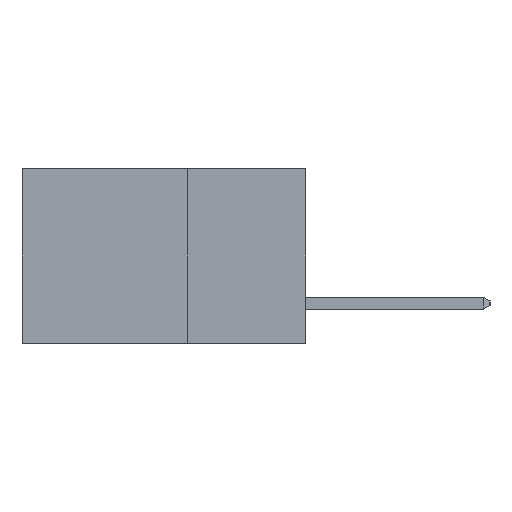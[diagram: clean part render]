
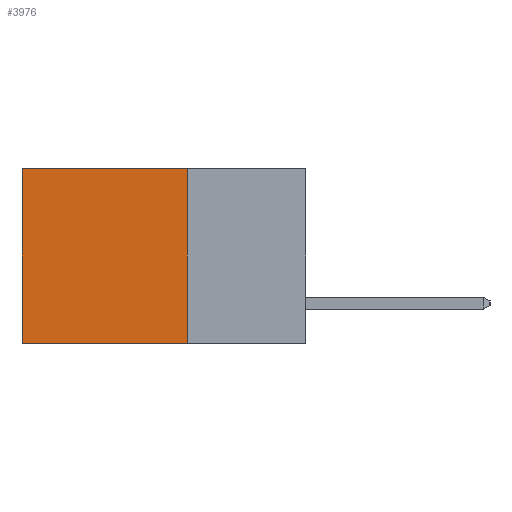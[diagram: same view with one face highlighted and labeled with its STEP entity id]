
A CAD part, left-side view. The second image highlights one B-rep face of the part: STEP entity #3976.
In plain terms, the highlighted planar face has unit normal (-1, 0, 0).
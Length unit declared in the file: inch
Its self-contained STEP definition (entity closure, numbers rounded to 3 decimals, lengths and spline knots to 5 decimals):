
#19 = ORIENTED_EDGE ( 'NONE', *, *, #24157, .F. ) ;
#953 = DIRECTION ( 'NONE',  ( 0., 0., -1. ) ) ;
#1277 = VERTEX_POINT ( 'NONE', #13085 ) ;
#1712 = EDGE_LOOP ( 'NONE', ( #5901, #19, #6725, #18771 ) ) ;
#2144 = DIRECTION ( 'NONE',  ( 0., 1., 0. ) ) ;
#2568 = DIRECTION ( 'NONE',  ( 0., 1., 0. ) ) ;
#2742 = DIRECTION ( 'NONE',  ( 1., 0., 0. ) ) ;
#3482 = VERTEX_POINT ( 'NONE', #5496 ) ;
#3976 = ADVANCED_FACE ( 'NONE', ( #17844 ), #11046, .F. ) ;
#4821 = LINE ( 'NONE', #25854, #9756 ) ;
#5496 = CARTESIAN_POINT ( 'NONE',  ( 0.298, 0.25, 0. ) ) ;
#5901 = ORIENTED_EDGE ( 'NONE', *, *, #8906, .T. ) ;
#5930 = VECTOR ( 'NONE', #2568, 39.37008 ) ;
#6725 = ORIENTED_EDGE ( 'NONE', *, *, #17825, .F. ) ;
#8906 = EDGE_CURVE ( 'NONE', #25161, #1277, #4821, .T. ) ;
#9756 = VECTOR ( 'NONE', #953, 39.37008 ) ;
#10217 = CARTESIAN_POINT ( 'NONE',  ( 0.298, 0.6, 0. ) ) ;
#11046 = PLANE ( 'NONE',  #12441 ) ;
#12318 = CARTESIAN_POINT ( 'NONE',  ( 0.298, 0.25, -0.37 ) ) ;
#12441 = AXIS2_PLACEMENT_3D ( 'NONE', #15360, #2742, #17448 ) ;
#12584 = LINE ( 'NONE', #14668, #22903 ) ;
#13085 = CARTESIAN_POINT ( 'NONE',  ( 0.298, 0.6, -0.37 ) ) ;
#13782 = VECTOR ( 'NONE', #2144, 39.37008 ) ;
#14461 = EDGE_CURVE ( 'NONE', #3482, #25161, #15752, .T. ) ;
#14668 = CARTESIAN_POINT ( 'NONE',  ( 0.298, 0.25, 0. ) ) ;
#15198 = CARTESIAN_POINT ( 'NONE',  ( 0.298, 0.25, 0. ) ) ;
#15360 = CARTESIAN_POINT ( 'NONE',  ( 0.298, 0.25, 0. ) ) ;
#15752 = LINE ( 'NONE', #15198, #5930 ) ;
#16376 = VERTEX_POINT ( 'NONE', #12318 ) ;
#16763 = DIRECTION ( 'NONE',  ( 0., 0., -1. ) ) ;
#16861 = CARTESIAN_POINT ( 'NONE',  ( 0.298, 0.25, -0.37 ) ) ;
#17448 = DIRECTION ( 'NONE',  ( 0., 0., -1. ) ) ;
#17825 = EDGE_CURVE ( 'NONE', #3482, #16376, #12584, .T. ) ;
#17844 = FACE_OUTER_BOUND ( 'NONE', #1712, .T. ) ;
#18771 = ORIENTED_EDGE ( 'NONE', *, *, #14461, .T. ) ;
#22903 = VECTOR ( 'NONE', #16763, 39.37008 ) ;
#24157 = EDGE_CURVE ( 'NONE', #16376, #1277, #24699, .T. ) ;
#24699 = LINE ( 'NONE', #16861, #13782 ) ;
#25161 = VERTEX_POINT ( 'NONE', #10217 ) ;
#25854 = CARTESIAN_POINT ( 'NONE',  ( 0.298, 0.6, 0. ) ) ;
